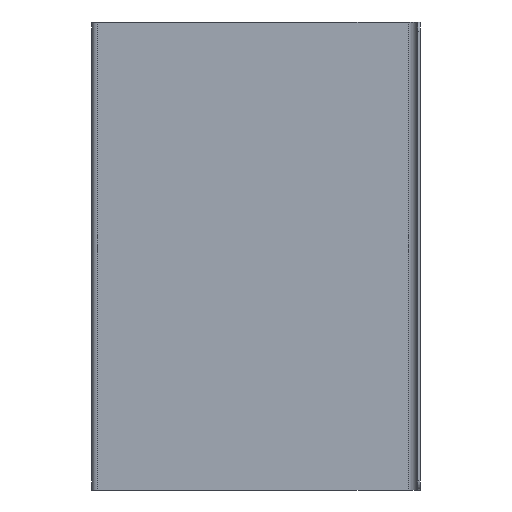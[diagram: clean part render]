
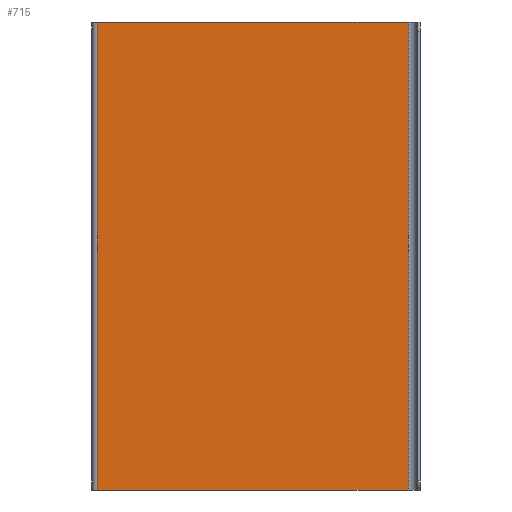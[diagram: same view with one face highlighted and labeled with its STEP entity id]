
A CAD part, front view. The second image highlights one B-rep face of the part: STEP entity #715.
In plain terms, the highlighted planar face has unit normal (0, -1, 0).
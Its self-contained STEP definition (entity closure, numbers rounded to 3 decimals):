
#23 = CARTESIAN_POINT ( 'NONE',  ( -161.75, -3., 248. ) ) ;
#130 = EDGE_CURVE ( 'NONE', #223, #446, #312, .T. ) ;
#142 = CARTESIAN_POINT ( 'NONE',  ( -161.75, -3., -248. ) ) ;
#158 = VERTEX_POINT ( 'NONE', #142 ) ;
#180 = CARTESIAN_POINT ( 'NONE',  ( -167.75, -3., -248. ) ) ;
#188 = ORIENTED_EDGE ( 'NONE', *, *, #130, .F. ) ;
#206 = CARTESIAN_POINT ( 'NONE',  ( 0., -3., 0. ) ) ;
#223 = VERTEX_POINT ( 'NONE', #610 ) ;
#237 = DIRECTION ( 'NONE',  ( -1., 0., 0. ) ) ;
#253 = CARTESIAN_POINT ( 'NONE',  ( 167.75, -3., 248. ) ) ;
#254 = ORIENTED_EDGE ( 'NONE', *, *, #630, .T. ) ;
#259 = DIRECTION ( 'NONE',  ( 0., 0., -1. ) ) ;
#299 = VECTOR ( 'NONE', #527, 1000. ) ;
#305 = LINE ( 'NONE', #405, #299 ) ;
#309 = PLANE ( 'NONE',  #343 ) ;
#312 = LINE ( 'NONE', #253, #632 ) ;
#322 = ORIENTED_EDGE ( 'NONE', *, *, #654, .F. ) ;
#343 = AXIS2_PLACEMENT_3D ( 'NONE', #206, #380, #259 ) ;
#379 = ORIENTED_EDGE ( 'NONE', *, *, #619, .F. ) ;
#380 = DIRECTION ( 'NONE',  ( 0., -1., 0. ) ) ;
#405 = CARTESIAN_POINT ( 'NONE',  ( -167.75, -3., 248. ) ) ;
#446 = VERTEX_POINT ( 'NONE', #450 ) ;
#450 = CARTESIAN_POINT ( 'NONE',  ( 167.75, -3., -248. ) ) ;
#469 = EDGE_LOOP ( 'NONE', ( #322, #254, #379, #188 ) ) ;
#524 = LINE ( 'NONE', #23, #618 ) ;
#527 = DIRECTION ( 'NONE',  ( 1., 0., 0. ) ) ;
#545 = VECTOR ( 'NONE', #237, 1000. ) ;
#568 = CARTESIAN_POINT ( 'NONE',  ( -161.75, -3., 248. ) ) ;
#581 = LINE ( 'NONE', #180, #545 ) ;
#587 = FACE_OUTER_BOUND ( 'NONE', #469, .T. ) ;
#610 = CARTESIAN_POINT ( 'NONE',  ( 167.75, -3., 248. ) ) ;
#618 = VECTOR ( 'NONE', #699, 1000. ) ;
#619 = EDGE_CURVE ( 'NONE', #446, #158, #581, .T. ) ;
#630 = EDGE_CURVE ( 'NONE', #679, #158, #524, .T. ) ;
#632 = VECTOR ( 'NONE', #655, 1000. ) ;
#654 = EDGE_CURVE ( 'NONE', #679, #223, #305, .T. ) ;
#655 = DIRECTION ( 'NONE',  ( 0., 0., -1. ) ) ;
#679 = VERTEX_POINT ( 'NONE', #568 ) ;
#699 = DIRECTION ( 'NONE',  ( 0., 0., -1. ) ) ;
#715 = ADVANCED_FACE ( 'NONE', ( #587 ), #309, .T. ) ;
